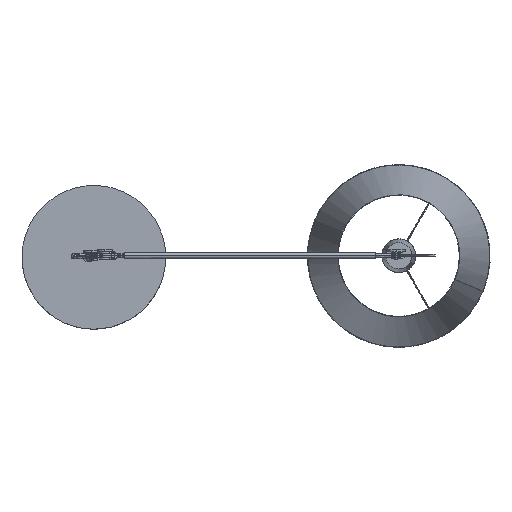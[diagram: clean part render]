
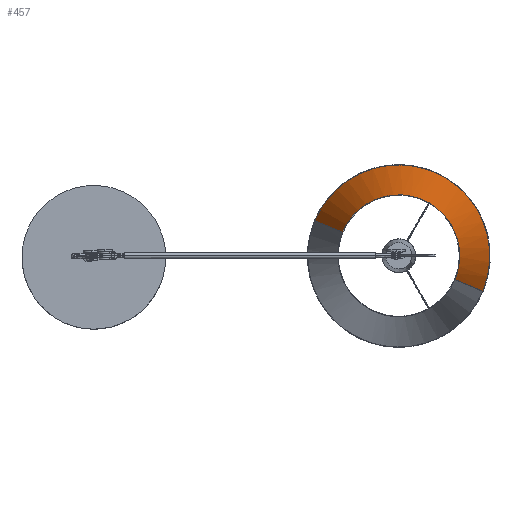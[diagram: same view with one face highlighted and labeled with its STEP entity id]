
A CAD part, top view. The second image highlights one B-rep face of the part: STEP entity #457.
In plain terms, the highlighted free-form (B-spline) face has degree [2, 1] with [5, 2] control points.
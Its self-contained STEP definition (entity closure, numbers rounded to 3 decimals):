
#457=ADVANCED_FACE('',(#931),#7178,.T.);
#931=FACE_OUTER_BOUND('',#1405,.T.);
#1405=EDGE_LOOP('',(#1908,#1909,#1910,#1911));
#1908=ORIENTED_EDGE('',*,*,#4068,.T.);
#1909=ORIENTED_EDGE('',*,*,#4060,.T.);
#1910=ORIENTED_EDGE('',*,*,#4061,.T.);
#1911=ORIENTED_EDGE('',*,*,#4067,.F.);
#4060=EDGE_CURVE('',#6434,#6435,#5238,.T.);
#4061=EDGE_CURVE('',#6435,#6439,#5740,.T.);
#4067=EDGE_CURVE('',#6438,#6439,#5746,.T.);
#4068=EDGE_CURVE('',#6438,#6434,#5747,.T.);
#5238=B_SPLINE_CURVE_WITH_KNOTS('',1,(#7866,#7867),.UNSPECIFIED.,.F.,.F.,
(2,2),(0.,298.311),.UNSPECIFIED.);
#5740=(
BOUNDED_CURVE()
B_SPLINE_CURVE(2,(#7868,#7869,#7870,#7871,#7872),.UNSPECIFIED.,.F.,.F.)
B_SPLINE_CURVE_WITH_KNOTS((3,2,3),(-6.283,-4.712,
-3.142),.UNSPECIFIED.)
CURVE()
GEOMETRIC_REPRESENTATION_ITEM()
RATIONAL_B_SPLINE_CURVE((1.,0.707,1.,0.707,1.))
REPRESENTATION_ITEM('')
);
#5746=(
BOUNDED_CURVE()
B_SPLINE_CURVE(1,(#7889,#7890),.UNSPECIFIED.,.F.,.F.)
B_SPLINE_CURVE_WITH_KNOTS((2,2),(0.,298.311),.UNSPECIFIED.)
CURVE()
GEOMETRIC_REPRESENTATION_ITEM()
RATIONAL_B_SPLINE_CURVE((1.,1.))
REPRESENTATION_ITEM('')
);
#5747=(
BOUNDED_CURVE()
B_SPLINE_CURVE(2,(#7891,#7892,#7893,#7894,#7895),.UNSPECIFIED.,.F.,.F.)
B_SPLINE_CURVE_WITH_KNOTS((3,2,3),(3.142,4.712,6.283),
 .UNSPECIFIED.)
CURVE()
GEOMETRIC_REPRESENTATION_ITEM()
RATIONAL_B_SPLINE_CURVE((1.,0.707,1.,0.707,1.))
REPRESENTATION_ITEM('')
);
#6434=VERTEX_POINT('',#7843);
#6435=VERTEX_POINT('',#7844);
#6438=VERTEX_POINT('',#7847);
#6439=VERTEX_POINT('',#7848);
#7178=(
BOUNDED_SURFACE()
B_SPLINE_SURFACE(2,1,((#7811,#7812),(#7813,#7814),(#7815,#7816),(#7817,
#7818),(#7819,#7820)),.UNSPECIFIED.,.F.,.F.,.F.)
B_SPLINE_SURFACE_WITH_KNOTS((3,2,3),(2,2),(3.142,4.712,
6.283),(0.,298.311),.UNSPECIFIED.)
GEOMETRIC_REPRESENTATION_ITEM()
RATIONAL_B_SPLINE_SURFACE(((1.,1.),(0.707,0.707),
(1.,1.),(0.707,0.707),(1.,1.)))
REPRESENTATION_ITEM('')
SURFACE()
);
#7811=CARTESIAN_POINT('',(-259.9,-3.59,155.244));
#7812=CARTESIAN_POINT('',(-324.45,23.556,-134.731));
#7813=CARTESIAN_POINT('',(-205.626,125.461,155.244));
#7814=CARTESIAN_POINT('',(-243.029,217.158,-134.731));
#7815=CARTESIAN_POINT('',(-76.574,71.188,155.244));
#7816=CARTESIAN_POINT('',(-49.428,135.738,-134.731));
#7817=CARTESIAN_POINT('',(52.478,16.914,155.244));
#7818=CARTESIAN_POINT('',(144.174,54.318,-134.731));
#7819=CARTESIAN_POINT('',(-1.796,-112.137,155.244));
#7820=CARTESIAN_POINT('',(62.754,-139.284,-134.731));
#7843=CARTESIAN_POINT('',(-1.796,-112.137,155.244));
#7844=CARTESIAN_POINT('',(62.754,-139.284,-134.731));
#7847=CARTESIAN_POINT('',(-259.9,-3.59,155.244));
#7848=CARTESIAN_POINT('',(-324.45,23.556,-134.731));
#7866=CARTESIAN_POINT('',(-1.796,-112.137,155.244));
#7867=CARTESIAN_POINT('',(62.754,-139.284,-134.731));
#7868=CARTESIAN_POINT('',(62.754,-139.284,-134.731));
#7869=CARTESIAN_POINT('',(144.174,54.318,-134.731));
#7870=CARTESIAN_POINT('',(-49.428,135.738,-134.731));
#7871=CARTESIAN_POINT('',(-243.029,217.158,-134.731));
#7872=CARTESIAN_POINT('',(-324.45,23.556,-134.731));
#7889=CARTESIAN_POINT('',(-259.9,-3.59,155.244));
#7890=CARTESIAN_POINT('',(-324.45,23.556,-134.731));
#7891=CARTESIAN_POINT('',(-259.9,-3.59,155.244));
#7892=CARTESIAN_POINT('',(-205.626,125.461,155.244));
#7893=CARTESIAN_POINT('',(-76.574,71.188,155.244));
#7894=CARTESIAN_POINT('',(52.478,16.914,155.244));
#7895=CARTESIAN_POINT('',(-1.796,-112.137,155.244));
